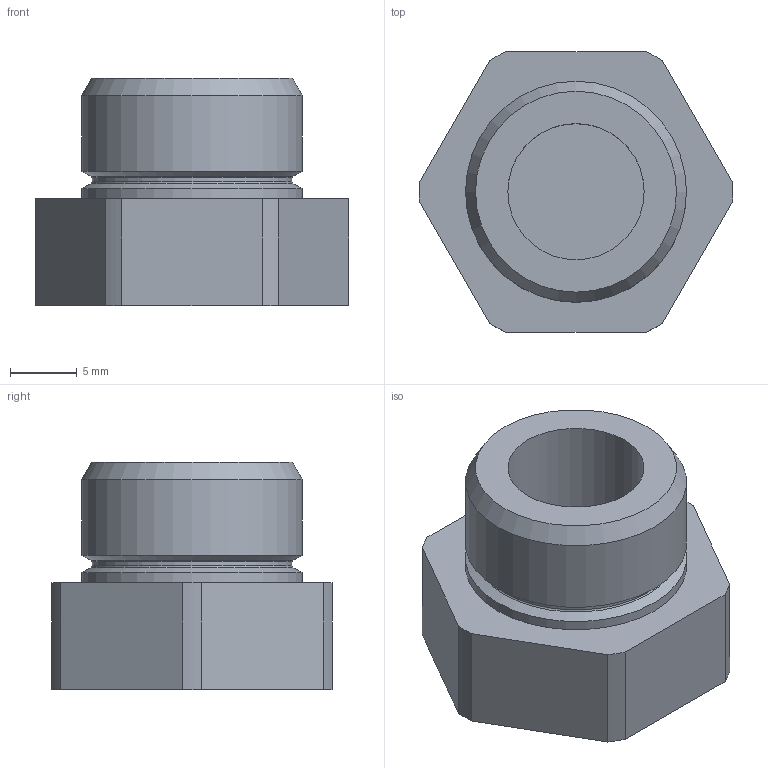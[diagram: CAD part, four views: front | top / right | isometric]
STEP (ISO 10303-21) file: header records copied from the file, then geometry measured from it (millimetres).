
FILE_DESCRIPTION(/* description */ (''),/* implementation_level */ '2;1');
FILE_NAME(/* name */ 'G3-8 Plug.step',/* time_stamp */ '2024-10-01T17:37:11+01:00',/* author */ (''),/* organization */ (''),/* preprocessor_version */ 'ST-DEVELOPER v20',/* originating_system */ 'Autodesk Translation Framework v13.14.0.145',/* authorisation */ '');
FILE_SCHEMA (('AUTOMOTIVE_DESIGN { 1 0 10303 214 3 1 1 }'));
Length unit declared in the file: millimetre
Products named in the file (1): G3-8 Plug
Bounding box: 23.5 x 21 x 17 mm (x, y, z)
Volume: 4015.9 mm3; surface area: 2145.5 mm2
Topology: 1 solids, 1 shells, 25 faces, 62 edges, 40 vertices
Faces by surface type: cylinder 10, plane 9, cone 4, torus 2
Full cylindrical faces by diameter (mm): 10.2 x1, 14.95 x1, 16.537 x2
Entity records: 781 total; most frequent: DIRECTION 142, CARTESIAN_POINT 127, ORIENTED_EDGE 122, EDGE_CURVE 61, AXIS2_PLACEMENT_3D 55, VERTEX_POINT 40, LINE 32, VECTOR 32
